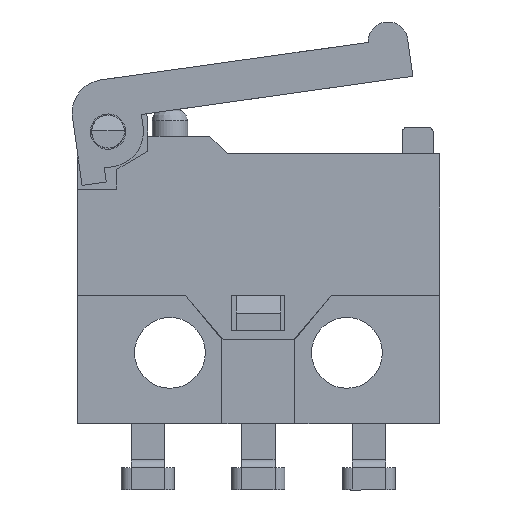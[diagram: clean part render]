
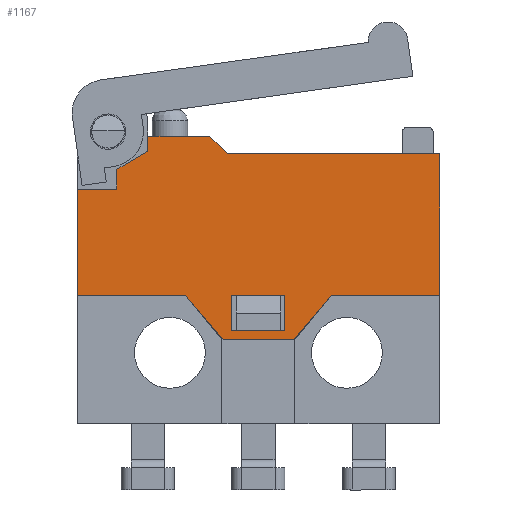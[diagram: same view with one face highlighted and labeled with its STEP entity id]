
A CAD part, front view. The second image highlights one B-rep face of the part: STEP entity #1167.
In plain terms, the highlighted face is planar.
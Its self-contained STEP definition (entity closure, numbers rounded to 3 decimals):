
#782=CARTESIAN_POINT('',(-2.5,1.35,-0.054));
#783=VERTEX_POINT('',#782);
#790=CARTESIAN_POINT('',(-2.5,1.35,-0.4));
#791=VERTEX_POINT('',#790);
#792=CARTESIAN_POINT('',(-2.5,1.35,-0.4));
#793=DIRECTION('',(0.0,0.0,1.0));
#794=VECTOR('',#793,0.346);
#795=LINE('',#792,#794);
#796=EDGE_CURVE('',#791,#783,#795,.T.);
#854=CARTESIAN_POINT('',(-3.2,1.35,0.35));
#855=VERTEX_POINT('',#854);
#862=CARTESIAN_POINT('',(-2.5,1.35,-0.054));
#863=DIRECTION('',(-0.866,0.,0.5));
#864=VECTOR('',#863,0.808);
#865=LINE('',#862,#864);
#866=EDGE_CURVE('',#783,#855,#865,.T.);
#878=CARTESIAN_POINT('',(-3.2,1.35,0.8));
#879=VERTEX_POINT('',#878);
#886=CARTESIAN_POINT('',(-3.2,1.35,0.35));
#887=DIRECTION('',(0.0,0.0,1.0));
#888=VECTOR('',#887,0.45);
#889=LINE('',#886,#888);
#890=EDGE_CURVE('',#855,#879,#889,.T.);
#902=CARTESIAN_POINT('',(-4.1,1.35,0.8));
#903=VERTEX_POINT('',#902);
#910=CARTESIAN_POINT('',(-3.2,1.35,0.8));
#911=DIRECTION('',(-1.0,0.0,0.0));
#912=VECTOR('',#911,0.9);
#913=LINE('',#910,#912);
#914=EDGE_CURVE('',#879,#903,#913,.T.);
#1044=CARTESIAN_POINT('',(-4.1,1.35,0.0));
#1045=DIRECTION('',(0.0,1.0,0.0));
#1046=DIRECTION('',(0.0,0.0,1.0));
#1047=AXIS2_PLACEMENT_3D('',#1044,#1045,#1046);
#1048=PLANE('',#1047);
#1049=ORIENTED_EDGE('',*,*,#796,.T.);
#1050=ORIENTED_EDGE('',*,*,#866,.T.);
#1051=ORIENTED_EDGE('',*,*,#890,.T.);
#1052=ORIENTED_EDGE('',*,*,#914,.T.);
#1053=CARTESIAN_POINT('',(-4.1,1.35,3.2));
#1054=VERTEX_POINT('',#1053);
#1055=CARTESIAN_POINT('',(-4.1,1.35,0.8));
#1056=DIRECTION('',(0.0,0.0,1.0));
#1057=VECTOR('',#1056,2.4);
#1058=LINE('',#1055,#1057);
#1059=EDGE_CURVE('',#903,#1054,#1058,.T.);
#1060=ORIENTED_EDGE('',*,*,#1059,.T.);
#1061=CARTESIAN_POINT('',(-1.65,1.35,3.2));
#1062=VERTEX_POINT('',#1061);
#1063=CARTESIAN_POINT('',(-4.1,1.35,3.2));
#1064=DIRECTION('',(1.0,0.0,0.0));
#1065=VECTOR('',#1064,2.45);
#1066=LINE('',#1063,#1065);
#1067=EDGE_CURVE('',#1054,#1062,#1066,.T.);
#1068=ORIENTED_EDGE('',*,*,#1067,.T.);
#1069=CARTESIAN_POINT('',(-0.8,1.35,4.2));
#1070=VERTEX_POINT('',#1069);
#1071=CARTESIAN_POINT('',(-1.65,1.35,3.2));
#1072=DIRECTION('',(0.648,0.,0.762));
#1073=VECTOR('',#1072,1.312);
#1074=LINE('',#1071,#1073);
#1075=EDGE_CURVE('',#1062,#1070,#1074,.T.);
#1076=ORIENTED_EDGE('',*,*,#1075,.T.);
#1077=CARTESIAN_POINT('',(0.8,1.35,4.2));
#1078=VERTEX_POINT('',#1077);
#1079=CARTESIAN_POINT('',(-0.8,1.35,4.2));
#1080=DIRECTION('',(1.0,0.0,0.0));
#1081=VECTOR('',#1080,1.6);
#1082=LINE('',#1079,#1081);
#1083=EDGE_CURVE('',#1070,#1078,#1082,.T.);
#1084=ORIENTED_EDGE('',*,*,#1083,.T.);
#1085=CARTESIAN_POINT('',(1.65,1.35,3.2));
#1086=VERTEX_POINT('',#1085);
#1087=CARTESIAN_POINT('',(0.8,1.35,4.2));
#1088=DIRECTION('',(0.648,0.,-0.762));
#1089=VECTOR('',#1088,1.312);
#1090=LINE('',#1087,#1089);
#1091=EDGE_CURVE('',#1078,#1086,#1090,.T.);
#1092=ORIENTED_EDGE('',*,*,#1091,.T.);
#1093=CARTESIAN_POINT('',(4.1,1.35,3.2));
#1094=VERTEX_POINT('',#1093);
#1095=CARTESIAN_POINT('',(1.65,1.35,3.2));
#1096=DIRECTION('',(1.0,0.0,0.0));
#1097=VECTOR('',#1096,2.45);
#1098=LINE('',#1095,#1097);
#1099=EDGE_CURVE('',#1086,#1094,#1098,.T.);
#1100=ORIENTED_EDGE('',*,*,#1099,.T.);
#1101=CARTESIAN_POINT('',(4.1,1.35,0.0));
#1102=VERTEX_POINT('',#1101);
#1103=CARTESIAN_POINT('',(4.1,1.35,0.0));
#1104=DIRECTION('',(0.0,0.0,1.0));
#1105=VECTOR('',#1104,3.2);
#1106=LINE('',#1103,#1105);
#1107=EDGE_CURVE('',#1102,#1094,#1106,.T.);
#1108=ORIENTED_EDGE('',*,*,#1107,.F.);
#1109=CARTESIAN_POINT('',(-0.7,1.35,0.));
#1110=VERTEX_POINT('',#1109);
#1111=CARTESIAN_POINT('',(4.1,1.35,0.0));
#1112=DIRECTION('',(-1.0,0.0,0.0));
#1113=VECTOR('',#1112,4.8);
#1114=LINE('',#1111,#1113);
#1115=EDGE_CURVE('',#1102,#1110,#1114,.T.);
#1116=ORIENTED_EDGE('',*,*,#1115,.T.);
#1117=CARTESIAN_POINT('',(-1.1,1.35,-0.4));
#1118=VERTEX_POINT('',#1117);
#1119=CARTESIAN_POINT('',(-1.1,1.35,-0.4));
#1120=DIRECTION('',(0.707,0.0,0.707));
#1121=VECTOR('',#1120,0.566);
#1122=LINE('',#1119,#1121);
#1123=EDGE_CURVE('',#1118,#1110,#1122,.T.);
#1124=ORIENTED_EDGE('',*,*,#1123,.F.);
#1125=CARTESIAN_POINT('',(-2.5,1.35,-0.4));
#1126=DIRECTION('',(1.0,0.0,0.0));
#1127=VECTOR('',#1126,1.4);
#1128=LINE('',#1125,#1127);
#1129=EDGE_CURVE('',#791,#1118,#1128,.T.);
#1130=ORIENTED_EDGE('',*,*,#1129,.F.);
#1131=EDGE_LOOP('',(#1049,#1050,#1051,#1052,#1060,#1068,#1076,#1084,#1092,#1100,#1108,#1116,#1124,#1130));
#1132=FACE_OUTER_BOUND('',#1131,.T.);
#1133=CARTESIAN_POINT('',(-0.6,1.35,4.));
#1134=VERTEX_POINT('',#1133);
#1135=CARTESIAN_POINT('',(-0.6,1.35,3.2));
#1136=VERTEX_POINT('',#1135);
#1137=CARTESIAN_POINT('',(-0.6,1.35,4.));
#1138=DIRECTION('',(0.0,0.0,-1.0));
#1139=VECTOR('',#1138,0.8);
#1140=LINE('',#1137,#1139);
#1141=EDGE_CURVE('',#1134,#1136,#1140,.T.);
#1142=ORIENTED_EDGE('',*,*,#1141,.T.);
#1143=CARTESIAN_POINT('',(0.6,1.35,3.2));
#1144=VERTEX_POINT('',#1143);
#1145=CARTESIAN_POINT('',(-0.6,1.35,3.2));
#1146=DIRECTION('',(1.0,0.0,0.0));
#1147=VECTOR('',#1146,1.2);
#1148=LINE('',#1145,#1147);
#1149=EDGE_CURVE('',#1136,#1144,#1148,.T.);
#1150=ORIENTED_EDGE('',*,*,#1149,.T.);
#1151=CARTESIAN_POINT('',(0.6,1.35,4.));
#1152=VERTEX_POINT('',#1151);
#1153=CARTESIAN_POINT('',(0.6,1.35,3.2));
#1154=DIRECTION('',(0.0,0.0,1.0));
#1155=VECTOR('',#1154,0.8);
#1156=LINE('',#1153,#1155);
#1157=EDGE_CURVE('',#1144,#1152,#1156,.T.);
#1158=ORIENTED_EDGE('',*,*,#1157,.T.);
#1159=CARTESIAN_POINT('',(0.6,1.35,4.));
#1160=DIRECTION('',(-1.0,0.0,0.0));
#1161=VECTOR('',#1160,1.2);
#1162=LINE('',#1159,#1161);
#1163=EDGE_CURVE('',#1152,#1134,#1162,.T.);
#1164=ORIENTED_EDGE('',*,*,#1163,.T.);
#1165=EDGE_LOOP('',(#1142,#1150,#1158,#1164));
#1166=FACE_BOUND('',#1165,.T.);
#1167=ADVANCED_FACE('',(#1132,#1166),#1048,.T.);
